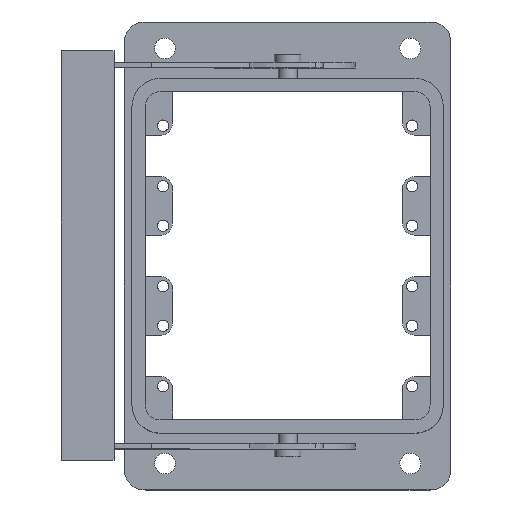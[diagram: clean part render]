
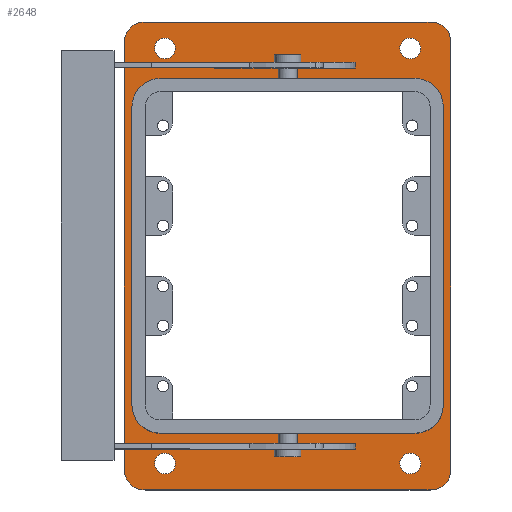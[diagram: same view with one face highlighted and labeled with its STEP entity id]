
A CAD part, top view. The second image highlights one B-rep face of the part: STEP entity #2648.
In plain terms, the highlighted planar face has unit normal (0, 0, 1).
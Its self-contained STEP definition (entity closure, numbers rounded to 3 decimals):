
#1505=AXIS2_PLACEMENT_3D('Circle Axis2P3D',#1503,#1504,$) ;
#1571=AXIS2_PLACEMENT_3D('Circle Axis2P3D',#1569,#1570,$) ;
#1619=AXIS2_PLACEMENT_3D('Circle Axis2P3D',#1617,#1618,$) ;
#1678=AXIS2_PLACEMENT_3D('Circle Axis2P3D',#1676,#1677,$) ;
#2061=AXIS2_PLACEMENT_3D('Circle Axis2P3D',#2059,#2060,$) ;
#2109=AXIS2_PLACEMENT_3D('Circle Axis2P3D',#2107,#2108,$) ;
#2157=AXIS2_PLACEMENT_3D('Circle Axis2P3D',#2155,#2156,$) ;
#2198=AXIS2_PLACEMENT_3D('Circle Axis2P3D',#2196,#2197,$) ;
#2253=AXIS2_PLACEMENT_3D('Circle Axis2P3D',#2251,#2252,$) ;
#2265=AXIS2_PLACEMENT_3D('Circle Axis2P3D',#2263,#2264,$) ;
#2296=AXIS2_PLACEMENT_3D('Circle Axis2P3D',#2294,#2295,$) ;
#2308=AXIS2_PLACEMENT_3D('Circle Axis2P3D',#2306,#2307,$) ;
#2339=AXIS2_PLACEMENT_3D('Circle Axis2P3D',#2337,#2338,$) ;
#2351=AXIS2_PLACEMENT_3D('Circle Axis2P3D',#2349,#2350,$) ;
#2382=AXIS2_PLACEMENT_3D('Circle Axis2P3D',#2380,#2381,$) ;
#2394=AXIS2_PLACEMENT_3D('Circle Axis2P3D',#2392,#2393,$) ;
#2610=AXIS2_PLACEMENT_3D('Plane Axis2P3D',#2607,#2608,#2609) ;
#1469=CARTESIAN_POINT('Vertex',(101.25,101.5,7.)) ;
#1476=CARTESIAN_POINT('Vertex',(101.25,22.5,7.)) ;
#1479=CARTESIAN_POINT('Line Origine',(101.25,62.,7.)) ;
#1500=CARTESIAN_POINT('Vertex',(93.75,109.,7.)) ;
#1503=CARTESIAN_POINT('Axis2P3D Location',(93.75,101.5,7.)) ;
#1520=CARTESIAN_POINT('Line Origine',(60.,109.,7.)) ;
#1524=CARTESIAN_POINT('Vertex',(26.25,109.,7.)) ;
#1566=CARTESIAN_POINT('Vertex',(18.75,101.5,7.)) ;
#1569=CARTESIAN_POINT('Axis2P3D Location',(26.25,101.5,7.)) ;
#1590=CARTESIAN_POINT('Vertex',(18.75,22.5,7.)) ;
#1593=CARTESIAN_POINT('Line Origine',(18.75,62.,7.)) ;
#1614=CARTESIAN_POINT('Vertex',(26.25,15.,7.)) ;
#1617=CARTESIAN_POINT('Axis2P3D Location',(26.25,22.5,7.)) ;
#1634=CARTESIAN_POINT('Line Origine',(60.,15.,7.)) ;
#1638=CARTESIAN_POINT('Vertex',(93.75,15.,7.)) ;
#1676=CARTESIAN_POINT('Axis2P3D Location',(93.75,22.5,7.)) ;
#2025=CARTESIAN_POINT('Vertex',(16.75,5.25,7.)) ;
#2028=CARTESIAN_POINT('Line Origine',(16.75,62.,7.)) ;
#2032=CARTESIAN_POINT('Vertex',(16.75,118.75,7.)) ;
#2056=CARTESIAN_POINT('Vertex',(22.,0.,7.)) ;
#2059=CARTESIAN_POINT('Axis2P3D Location',(22.,5.25,7.)) ;
#2080=CARTESIAN_POINT('Vertex',(98.,0.,7.)) ;
#2083=CARTESIAN_POINT('Line Origine',(60.,0.,7.)) ;
#2104=CARTESIAN_POINT('Vertex',(103.25,5.25,7.)) ;
#2107=CARTESIAN_POINT('Axis2P3D Location',(98.,5.25,7.)) ;
#2124=CARTESIAN_POINT('Line Origine',(103.25,62.,7.)) ;
#2128=CARTESIAN_POINT('Vertex',(103.25,118.75,7.)) ;
#2152=CARTESIAN_POINT('Vertex',(98.,124.,7.)) ;
#2155=CARTESIAN_POINT('Axis2P3D Location',(98.,118.75,7.)) ;
#2176=CARTESIAN_POINT('Vertex',(22.,124.,7.)) ;
#2179=CARTESIAN_POINT('Line Origine',(60.,124.,7.)) ;
#2196=CARTESIAN_POINT('Axis2P3D Location',(22.,118.75,7.)) ;
#2241=CARTESIAN_POINT('Vertex',(26.182,4.587,7.)) ;
#2248=CARTESIAN_POINT('Vertex',(28.818,9.413,7.)) ;
#2251=CARTESIAN_POINT('Axis2P3D Location',(27.5,7.,7.)) ;
#2263=CARTESIAN_POINT('Axis2P3D Location',(27.5,7.,7.)) ;
#2284=CARTESIAN_POINT('Vertex',(26.182,114.587,7.)) ;
#2291=CARTESIAN_POINT('Vertex',(28.818,119.413,7.)) ;
#2294=CARTESIAN_POINT('Axis2P3D Location',(27.5,117.,7.)) ;
#2306=CARTESIAN_POINT('Axis2P3D Location',(27.5,117.,7.)) ;
#2327=CARTESIAN_POINT('Vertex',(91.182,4.587,7.)) ;
#2334=CARTESIAN_POINT('Vertex',(93.818,9.413,7.)) ;
#2337=CARTESIAN_POINT('Axis2P3D Location',(92.5,7.,7.)) ;
#2349=CARTESIAN_POINT('Axis2P3D Location',(92.5,7.,7.)) ;
#2370=CARTESIAN_POINT('Vertex',(91.182,114.587,7.)) ;
#2377=CARTESIAN_POINT('Vertex',(93.818,119.413,7.)) ;
#2380=CARTESIAN_POINT('Axis2P3D Location',(92.5,117.,7.)) ;
#2392=CARTESIAN_POINT('Axis2P3D Location',(92.5,117.,7.)) ;
#2607=CARTESIAN_POINT('Axis2P3D Location',(60.,0.,7.)) ;
#1480=DIRECTION('Vector Direction',(0.,-1.,0.)) ;
#1504=DIRECTION('Axis2P3D Direction',(0.,0.,-1.)) ;
#1521=DIRECTION('Vector Direction',(-1.,0.,0.)) ;
#1570=DIRECTION('Axis2P3D Direction',(0.,0.,-1.)) ;
#1594=DIRECTION('Vector Direction',(0.,1.,0.)) ;
#1618=DIRECTION('Axis2P3D Direction',(0.,-0.,-1.)) ;
#1635=DIRECTION('Vector Direction',(1.,0.,0.)) ;
#1677=DIRECTION('Axis2P3D Direction',(0.,-0.,-1.)) ;
#2029=DIRECTION('Vector Direction',(0.,1.,0.)) ;
#2060=DIRECTION('Axis2P3D Direction',(0.,-0.,-1.)) ;
#2084=DIRECTION('Vector Direction',(1.,0.,0.)) ;
#2108=DIRECTION('Axis2P3D Direction',(0.,-0.,-1.)) ;
#2125=DIRECTION('Vector Direction',(0.,1.,0.)) ;
#2156=DIRECTION('Axis2P3D Direction',(0.,0.,-1.)) ;
#2180=DIRECTION('Vector Direction',(1.,0.,0.)) ;
#2197=DIRECTION('Axis2P3D Direction',(0.,0.,-1.)) ;
#2252=DIRECTION('Axis2P3D Direction',(0.,-0.,-1.)) ;
#2264=DIRECTION('Axis2P3D Direction',(0.,-0.,-1.)) ;
#2295=DIRECTION('Axis2P3D Direction',(0.,-0.,-1.)) ;
#2307=DIRECTION('Axis2P3D Direction',(0.,-0.,-1.)) ;
#2338=DIRECTION('Axis2P3D Direction',(0.,-0.,-1.)) ;
#2350=DIRECTION('Axis2P3D Direction',(0.,-0.,-1.)) ;
#2381=DIRECTION('Axis2P3D Direction',(0.,-0.,-1.)) ;
#2393=DIRECTION('Axis2P3D Direction',(0.,-0.,-1.)) ;
#2608=DIRECTION('Axis2P3D Direction',(0.,0.,-1.)) ;
#2609=DIRECTION('Axis2P3D XDirection',(0.,1.,0.)) ;
#1481=VECTOR('Line Direction',#1480,1.) ;
#1522=VECTOR('Line Direction',#1521,1.) ;
#1595=VECTOR('Line Direction',#1594,1.) ;
#1636=VECTOR('Line Direction',#1635,1.) ;
#2030=VECTOR('Line Direction',#2029,1.) ;
#2085=VECTOR('Line Direction',#2084,1.) ;
#2126=VECTOR('Line Direction',#2125,1.) ;
#2181=VECTOR('Line Direction',#2180,1.) ;
#2613=ORIENTED_EDGE('',*,*,#2200,.F.) ;
#2614=ORIENTED_EDGE('',*,*,#2034,.F.) ;
#2615=ORIENTED_EDGE('',*,*,#2063,.F.) ;
#2616=ORIENTED_EDGE('',*,*,#2087,.T.) ;
#2617=ORIENTED_EDGE('',*,*,#2111,.F.) ;
#2618=ORIENTED_EDGE('',*,*,#2130,.T.) ;
#2619=ORIENTED_EDGE('',*,*,#2159,.F.) ;
#2620=ORIENTED_EDGE('',*,*,#2183,.F.) ;
#2623=ORIENTED_EDGE('',*,*,#1640,.F.) ;
#2624=ORIENTED_EDGE('',*,*,#1621,.T.) ;
#2625=ORIENTED_EDGE('',*,*,#1597,.T.) ;
#2626=ORIENTED_EDGE('',*,*,#1573,.T.) ;
#2627=ORIENTED_EDGE('',*,*,#1526,.F.) ;
#2628=ORIENTED_EDGE('',*,*,#1507,.T.) ;
#2629=ORIENTED_EDGE('',*,*,#1483,.T.) ;
#2630=ORIENTED_EDGE('',*,*,#1680,.T.) ;
#2633=ORIENTED_EDGE('',*,*,#2267,.T.) ;
#2634=ORIENTED_EDGE('',*,*,#2255,.T.) ;
#2637=ORIENTED_EDGE('',*,*,#2310,.T.) ;
#2638=ORIENTED_EDGE('',*,*,#2298,.T.) ;
#2641=ORIENTED_EDGE('',*,*,#2353,.T.) ;
#2642=ORIENTED_EDGE('',*,*,#2341,.T.) ;
#2645=ORIENTED_EDGE('',*,*,#2396,.T.) ;
#2646=ORIENTED_EDGE('',*,*,#2384,.T.) ;
#2631=FACE_BOUND('',#2622,.T.) ;
#2635=FACE_BOUND('',#2632,.T.) ;
#2639=FACE_BOUND('',#2636,.T.) ;
#2643=FACE_BOUND('',#2640,.T.) ;
#2647=FACE_BOUND('',#2644,.T.) ;
#2648=ADVANCED_FACE('Housing',(#2621,#2631,#2635,#2639,#2643,#2647),#2611,.F.) ;
#1506=CIRCLE('generated circle',#1505,7.5) ;
#1572=CIRCLE('generated circle',#1571,7.5) ;
#1620=CIRCLE('generated circle',#1619,7.5) ;
#1679=CIRCLE('generated circle',#1678,7.5) ;
#2062=CIRCLE('generated circle',#2061,5.25) ;
#2110=CIRCLE('generated circle',#2109,5.25) ;
#2158=CIRCLE('generated circle',#2157,5.25) ;
#2199=CIRCLE('generated circle',#2198,5.25) ;
#2254=CIRCLE('generated circle',#2253,2.75) ;
#2266=CIRCLE('generated circle',#2265,2.75) ;
#2297=CIRCLE('generated circle',#2296,2.75) ;
#2309=CIRCLE('generated circle',#2308,2.75) ;
#2340=CIRCLE('generated circle',#2339,2.75) ;
#2352=CIRCLE('generated circle',#2351,2.75) ;
#2383=CIRCLE('generated circle',#2382,2.75) ;
#2395=CIRCLE('generated circle',#2394,2.75) ;
#1483=EDGE_CURVE('',#1470,#1477,#1482,.T.) ;
#1507=EDGE_CURVE('',#1501,#1470,#1506,.T.) ;
#1526=EDGE_CURVE('',#1501,#1525,#1523,.T.) ;
#1573=EDGE_CURVE('',#1567,#1525,#1572,.T.) ;
#1597=EDGE_CURVE('',#1591,#1567,#1596,.T.) ;
#1621=EDGE_CURVE('',#1615,#1591,#1620,.T.) ;
#1640=EDGE_CURVE('',#1615,#1639,#1637,.T.) ;
#1680=EDGE_CURVE('',#1477,#1639,#1679,.T.) ;
#2034=EDGE_CURVE('',#2026,#2033,#2031,.T.) ;
#2063=EDGE_CURVE('',#2057,#2026,#2062,.T.) ;
#2087=EDGE_CURVE('',#2057,#2081,#2086,.T.) ;
#2111=EDGE_CURVE('',#2105,#2081,#2110,.T.) ;
#2130=EDGE_CURVE('',#2105,#2129,#2127,.T.) ;
#2159=EDGE_CURVE('',#2153,#2129,#2158,.T.) ;
#2183=EDGE_CURVE('',#2177,#2153,#2182,.T.) ;
#2200=EDGE_CURVE('',#2033,#2177,#2199,.T.) ;
#2255=EDGE_CURVE('',#2242,#2249,#2254,.T.) ;
#2267=EDGE_CURVE('',#2249,#2242,#2266,.T.) ;
#2298=EDGE_CURVE('',#2285,#2292,#2297,.T.) ;
#2310=EDGE_CURVE('',#2292,#2285,#2309,.T.) ;
#2341=EDGE_CURVE('',#2328,#2335,#2340,.T.) ;
#2353=EDGE_CURVE('',#2335,#2328,#2352,.T.) ;
#2384=EDGE_CURVE('',#2371,#2378,#2383,.T.) ;
#2396=EDGE_CURVE('',#2378,#2371,#2395,.T.) ;
#2612=EDGE_LOOP('',(#2613,#2614,#2615,#2616,#2617,#2618,#2619,#2620)) ;
#2622=EDGE_LOOP('',(#2623,#2624,#2625,#2626,#2627,#2628,#2629,#2630)) ;
#2632=EDGE_LOOP('',(#2633,#2634)) ;
#2636=EDGE_LOOP('',(#2637,#2638)) ;
#2640=EDGE_LOOP('',(#2641,#2642)) ;
#2644=EDGE_LOOP('',(#2645,#2646)) ;
#2621=FACE_OUTER_BOUND('',#2612,.T.) ;
#1482=LINE('Line',#1479,#1481) ;
#1523=LINE('Line',#1520,#1522) ;
#1596=LINE('Line',#1593,#1595) ;
#1637=LINE('Line',#1634,#1636) ;
#2031=LINE('Line',#2028,#2030) ;
#2086=LINE('Line',#2083,#2085) ;
#2127=LINE('Line',#2124,#2126) ;
#2182=LINE('Line',#2179,#2181) ;
#2611=PLANE('',#2610) ;
#1470=VERTEX_POINT('',#1469) ;
#1477=VERTEX_POINT('',#1476) ;
#1501=VERTEX_POINT('',#1500) ;
#1525=VERTEX_POINT('',#1524) ;
#1567=VERTEX_POINT('',#1566) ;
#1591=VERTEX_POINT('',#1590) ;
#1615=VERTEX_POINT('',#1614) ;
#1639=VERTEX_POINT('',#1638) ;
#2026=VERTEX_POINT('',#2025) ;
#2033=VERTEX_POINT('',#2032) ;
#2057=VERTEX_POINT('',#2056) ;
#2081=VERTEX_POINT('',#2080) ;
#2105=VERTEX_POINT('',#2104) ;
#2129=VERTEX_POINT('',#2128) ;
#2153=VERTEX_POINT('',#2152) ;
#2177=VERTEX_POINT('',#2176) ;
#2242=VERTEX_POINT('',#2241) ;
#2249=VERTEX_POINT('',#2248) ;
#2285=VERTEX_POINT('',#2284) ;
#2292=VERTEX_POINT('',#2291) ;
#2328=VERTEX_POINT('',#2327) ;
#2335=VERTEX_POINT('',#2334) ;
#2371=VERTEX_POINT('',#2370) ;
#2378=VERTEX_POINT('',#2377) ;
